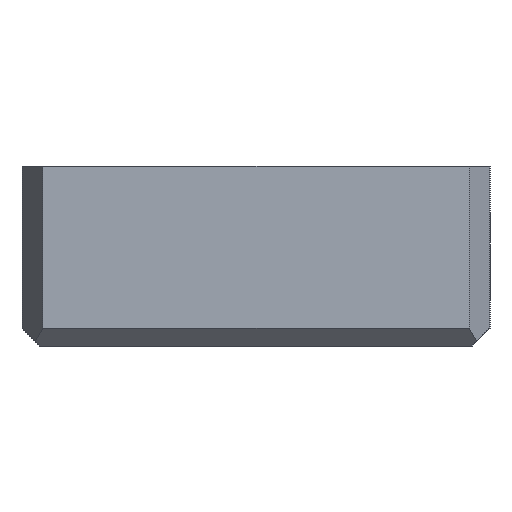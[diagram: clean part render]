
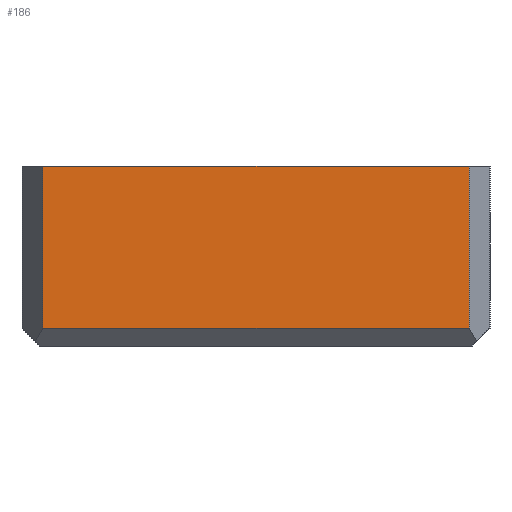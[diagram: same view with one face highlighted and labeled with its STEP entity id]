
A CAD part, left-side view. The second image highlights one B-rep face of the part: STEP entity #186.
In plain terms, the highlighted planar face has unit normal (-1, 0, 0).
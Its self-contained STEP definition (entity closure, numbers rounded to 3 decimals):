
#186=ADVANCED_FACE('468',(#517),#518,.T.);
#288=EDGE_CURVE('',#695,#686,#698,.T.);
#290=EDGE_CURVE('',#686,#700,#701,.T.);
#292=EDGE_CURVE('',#703,#695,#704,.T.);
#294=EDGE_CURVE('',#700,#703,#706,.T.);
#517=FACE_OUTER_BOUND('',#986,.T.);
#518=PLANE('',#987);
#686=VERTEX_POINT('',#1200);
#695=VERTEX_POINT('',#1215);
#698=LINE('',#1220,#1221);
#700=VERTEX_POINT('',#1224);
#701=LINE('',#1225,#1226);
#703=VERTEX_POINT('',#1229);
#704=LINE('',#1230,#1231);
#706=LINE('',#1234,#1235);
#986=EDGE_LOOP('',(#1660,#1661,#1662,#1663));
#987=AXIS2_PLACEMENT_3D('',#1664,#1665,#1666);
#1200=CARTESIAN_POINT('',(102.0,25.155,-31.0));
#1215=CARTESIAN_POINT('',(102.0,25.155,-22.0));
#1220=CARTESIAN_POINT('',(102.0,25.155,-22.0));
#1221=VECTOR('',#2052,1.0);
#1224=CARTESIAN_POINT('',(102.0,48.845,-31.0));
#1225=CARTESIAN_POINT('',(102.0,43.5,-31.0));
#1226=VECTOR('',#2053,1.0);
#1229=CARTESIAN_POINT('',(102.0,48.845,-22.0));
#1230=CARTESIAN_POINT('',(102.0,50.0,-22.0));
#1231=VECTOR('',#2054,1.0);
#1234=CARTESIAN_POINT('',(102.0,48.845,-22.0));
#1235=VECTOR('',#2055,1.0);
#1660=ORIENTED_EDGE('',*,*,#290,.F.);
#1661=ORIENTED_EDGE('',*,*,#288,.F.);
#1662=ORIENTED_EDGE('',*,*,#292,.F.);
#1663=ORIENTED_EDGE('',*,*,#294,.F.);
#1664=CARTESIAN_POINT('',(102.0,50.0,-22.0));
#1665=DIRECTION('',(-1.0,0.0,0.0));
#1666=DIRECTION('',(0.0,0.0,1.0));
#2052=DIRECTION('',(0.0,0.0,-1.0));
#2053=DIRECTION('',(-0.0,1.0,-0.0));
#2054=DIRECTION('',(0.0,-1.0,0.0));
#2055=DIRECTION('',(-0.0,-0.0,1.0));
